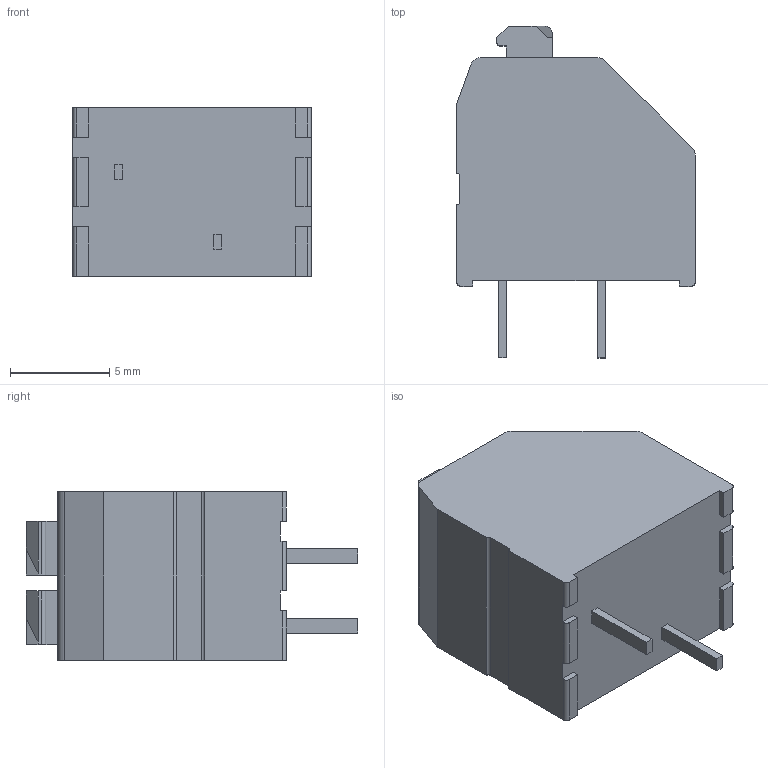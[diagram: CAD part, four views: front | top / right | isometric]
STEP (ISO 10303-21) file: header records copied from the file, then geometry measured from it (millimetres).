
FILE_DESCRIPTION(/* description */ ('STEP AP214'),/* implementation_level */ '2;1');
FILE_NAME(/* name */ '250-202',/* time_stamp */ '2022-12-27T12:06:22+01:00',/* author */ ('License CC BY-ND 4.0'),/* organization */ ('CADENAS'),/* preprocessor_version */ 'ST-DEVELOPER v18.102',/* originating_system */ 'PARTsolutions',/* authorisation */ ' ');
FILE_SCHEMA (('AUTOMOTIVE_DESIGN {1 0 10303 214 3 1 1}'));
Length unit declared in the file: millimetre
Products named in the file (1): 250-202
Bounding box: 12 x 16.7 x 8.5 mm (x, y, z)
Volume: 1033.1 mm3; surface area: 702.9 mm2
Topology: 1 solids, 1 shells, 101 faces, 279 edges, 184 vertices
Faces by surface type: plane 76, cylinder 21, cone 4
Entity records: 3229 total; most frequent: CARTESIAN_POINT 589, ORIENTED_EDGE 558, DIRECTION 521, EDGE_CURVE 279, LINE 225, VECTOR 225, VERTEX_POINT 184, AXIS2_PLACEMENT_3D 148
